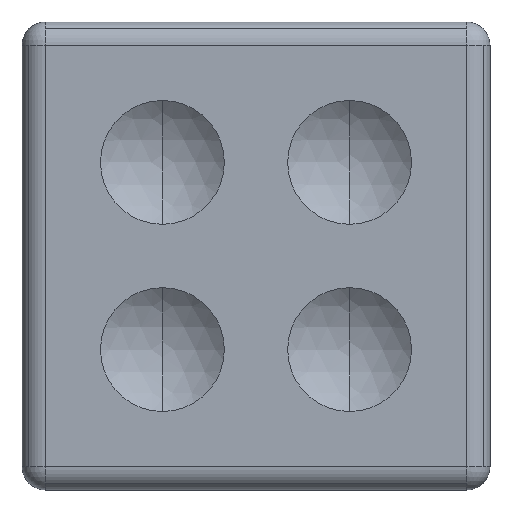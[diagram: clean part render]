
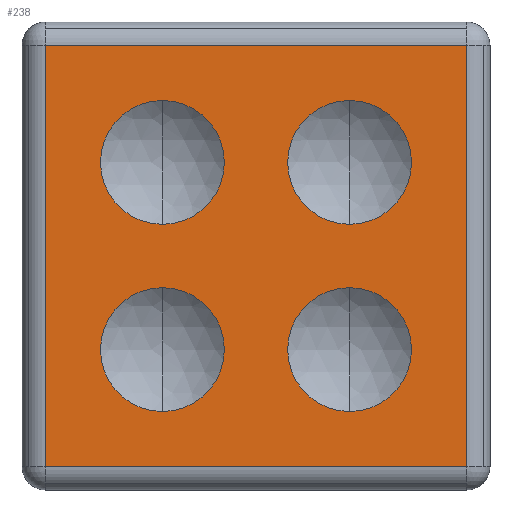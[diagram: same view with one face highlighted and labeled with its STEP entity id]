
A CAD part, left-side view. The second image highlights one B-rep face of the part: STEP entity #238.
In plain terms, the highlighted planar face has unit normal (-1, 0, 0).
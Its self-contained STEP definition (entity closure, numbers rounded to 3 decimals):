
#238=ADVANCED_FACE('',(#488,#489,#490,#491,#492),#493,.F.);
#488=FACE_BOUND('',#735,.T.);
#489=FACE_BOUND('',#736,.T.);
#490=FACE_BOUND('',#737,.T.);
#491=FACE_BOUND('',#738,.T.);
#492=FACE_OUTER_BOUND('',#739,.T.);
#493=PLANE('',#740);
#735=EDGE_LOOP('',(#1313,#1314));
#736=EDGE_LOOP('',(#1315,#1316));
#737=EDGE_LOOP('',(#1317,#1318));
#738=EDGE_LOOP('',(#1319,#1320));
#739=EDGE_LOOP('',(#1321,#1322,#1323,#1324));
#740=AXIS2_PLACEMENT_3D('',#1325,#1326,#1327);
#1313=ORIENTED_EDGE('',*,*,#1574,.T.);
#1314=ORIENTED_EDGE('',*,*,#1372,.T.);
#1315=ORIENTED_EDGE('',*,*,#1395,.T.);
#1316=ORIENTED_EDGE('',*,*,#1543,.T.);
#1317=ORIENTED_EDGE('',*,*,#1572,.T.);
#1318=ORIENTED_EDGE('',*,*,#1568,.T.);
#1319=ORIENTED_EDGE('',*,*,#1366,.T.);
#1320=ORIENTED_EDGE('',*,*,#1354,.T.);
#1321=ORIENTED_EDGE('',*,*,#1439,.F.);
#1322=ORIENTED_EDGE('',*,*,#1565,.F.);
#1323=ORIENTED_EDGE('',*,*,#1539,.F.);
#1324=ORIENTED_EDGE('',*,*,#1380,.F.);
#1325=CARTESIAN_POINT('',(-1.969,0.0,0.0));
#1326=DIRECTION('',(1.0,0.0,0.0));
#1327=DIRECTION('',(0.0,0.0,-1.0));
#1354=EDGE_CURVE('',#1582,#1581,#1584,.T.);
#1366=EDGE_CURVE('',#1581,#1582,#1604,.T.);
#1372=EDGE_CURVE('',#1612,#1611,#1614,.T.);
#1380=EDGE_CURVE('',#1625,#1627,#1628,.T.);
#1395=EDGE_CURVE('',#1650,#1651,#1653,.T.);
#1439=EDGE_CURVE('',#1728,#1625,#1730,.T.);
#1539=EDGE_CURVE('',#1627,#1798,#1868,.T.);
#1543=EDGE_CURVE('',#1651,#1650,#1872,.T.);
#1565=EDGE_CURVE('',#1798,#1728,#1895,.T.);
#1568=EDGE_CURVE('',#1898,#1897,#1900,.T.);
#1572=EDGE_CURVE('',#1897,#1898,#1904,.T.);
#1574=EDGE_CURVE('',#1611,#1612,#1906,.T.);
#1581=VERTEX_POINT('',#1913);
#1582=VERTEX_POINT('',#1914);
#1584=CIRCLE('',#1916,0.521);
#1604=CIRCLE('',#1938,0.521);
#1611=VERTEX_POINT('',#1945);
#1612=VERTEX_POINT('',#1946);
#1614=CIRCLE('',#1948,0.521);
#1625=VERTEX_POINT('',#1963);
#1627=VERTEX_POINT('',#1965);
#1628=LINE('',#1966,#1967);
#1650=VERTEX_POINT('',#1989);
#1651=VERTEX_POINT('',#1990);
#1653=CIRCLE('',#1992,0.521);
#1728=VERTEX_POINT('',#2074);
#1730=LINE('',#2076,#2077);
#1798=VERTEX_POINT('',#2147);
#1868=LINE('',#2227,#2228);
#1872=CIRCLE('',#2233,0.521);
#1895=LINE('',#2262,#2263);
#1897=VERTEX_POINT('',#2265);
#1898=VERTEX_POINT('',#2266);
#1900=CIRCLE('',#2268,0.521);
#1904=CIRCLE('',#2272,0.521);
#1906=CIRCLE('',#2274,0.521);
#1913=CARTESIAN_POINT('',(-1.969,0.787,-0.267));
#1914=CARTESIAN_POINT('',(-1.969,0.787,-1.308));
#1916=AXIS2_PLACEMENT_3D('',#2283,#2284,#2285);
#1938=AXIS2_PLACEMENT_3D('',#2306,#2307,#2308);
#1945=CARTESIAN_POINT('',(-1.969,-0.787,-0.267));
#1946=CARTESIAN_POINT('',(-1.969,-0.787,-1.308));
#1948=AXIS2_PLACEMENT_3D('',#2318,#2319,#2320);
#1963=CARTESIAN_POINT('',(-1.969,1.772,1.772));
#1965=CARTESIAN_POINT('',(-1.969,-1.772,1.772));
#1966=CARTESIAN_POINT('',(-1.969,0.0,1.772));
#1967=VECTOR('',#2328,0.039);
#1989=CARTESIAN_POINT('',(-1.969,-0.787,1.308));
#1990=CARTESIAN_POINT('',(-1.969,-0.787,0.267));
#1992=AXIS2_PLACEMENT_3D('',#2362,#2363,#2364);
#2074=CARTESIAN_POINT('',(-1.969,1.772,-1.772));
#2076=CARTESIAN_POINT('',(-1.969,1.772,0.0));
#2077=VECTOR('',#2453,0.039);
#2147=CARTESIAN_POINT('',(-1.969,-1.772,-1.772));
#2227=CARTESIAN_POINT('',(-1.969,-1.772,0.0));
#2228=VECTOR('',#2634,0.039);
#2233=AXIS2_PLACEMENT_3D('',#2636,#2637,#2638);
#2262=CARTESIAN_POINT('',(-1.969,0.0,-1.772));
#2263=VECTOR('',#2657,0.039);
#2265=CARTESIAN_POINT('',(-1.969,0.787,1.308));
#2266=CARTESIAN_POINT('',(-1.969,0.787,0.267));
#2268=AXIS2_PLACEMENT_3D('',#2661,#2662,#2663);
#2272=AXIS2_PLACEMENT_3D('',#2664,#2665,#2666);
#2274=AXIS2_PLACEMENT_3D('',#2667,#2668,#2669);
#2283=CARTESIAN_POINT('',(-1.969,0.787,-0.787));
#2284=DIRECTION('',(1.0,0.0,0.0));
#2285=DIRECTION('',(0.0,0.0,-1.0));
#2306=CARTESIAN_POINT('',(-1.969,0.787,-0.787));
#2307=DIRECTION('',(1.0,0.0,0.0));
#2308=DIRECTION('',(0.0,0.0,-1.0));
#2318=CARTESIAN_POINT('',(-1.969,-0.787,-0.787));
#2319=DIRECTION('',(1.0,0.0,0.0));
#2320=DIRECTION('',(0.0,0.0,-1.0));
#2328=DIRECTION('',(0.0,-1.0,0.0));
#2362=CARTESIAN_POINT('',(-1.969,-0.787,0.787));
#2363=DIRECTION('',(1.0,0.0,0.0));
#2364=DIRECTION('',(0.0,0.0,-1.0));
#2453=DIRECTION('',(0.0,0.0,1.0));
#2634=DIRECTION('',(0.0,0.0,-1.0));
#2636=CARTESIAN_POINT('',(-1.969,-0.787,0.787));
#2637=DIRECTION('',(1.0,0.0,0.0));
#2638=DIRECTION('',(0.0,0.0,-1.0));
#2657=DIRECTION('',(0.0,1.0,0.0));
#2661=CARTESIAN_POINT('',(-1.969,0.787,0.787));
#2662=DIRECTION('',(1.0,0.0,0.0));
#2663=DIRECTION('',(0.0,0.0,-1.0));
#2664=CARTESIAN_POINT('',(-1.969,0.787,0.787));
#2665=DIRECTION('',(1.0,0.0,0.0));
#2666=DIRECTION('',(0.0,0.0,-1.0));
#2667=CARTESIAN_POINT('',(-1.969,-0.787,-0.787));
#2668=DIRECTION('',(1.0,0.0,0.0));
#2669=DIRECTION('',(0.0,0.0,-1.0));
